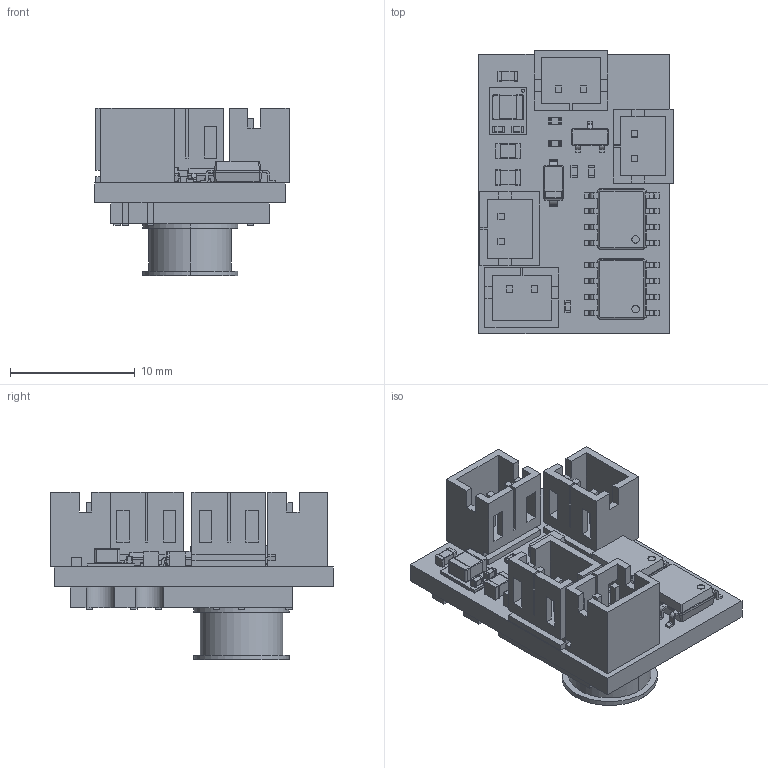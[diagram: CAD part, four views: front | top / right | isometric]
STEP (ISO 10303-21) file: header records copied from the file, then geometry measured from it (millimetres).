
FILE_DESCRIPTION(('FreeCAD Model'),'2;1');
FILE_NAME('bike-headlamp-controller-pcb.step','2018-10-10T12:28:11',('kicad StepUp'),('ksu MCAD'), 'Open CASCADE STEP processor 6.8','FreeCAD','Unknown');
FILE_SCHEMA(('AUTOMOTIVE_DESIGN_CC2 { 1 2 10303 214 -1 1 5 4 }'));
Length unit declared in the file: millimetre
Products named in the file (20): ASSEMBLY; Pcb; minipuck-smd_; SIL0010A_; C_0402_1005Metric_; SOT_23_; D_SOD_123_; R_0402_1005Metric_; R_0402_1005Metric_001; R_0402_1005Metric_002; R_0402_1005Metric_003; SOIC_8_39x49mm_P127mm_; SOIC_8_39x49mm_P127mm_001; C_0805_2012Metric_; JST-2-PTH-straight002_; JST-2-PTH-straight002_001; JST-2-PTH-straight002_002; JST-2-PTH-straight002_003; C_0805_2012Metric_001; C_0603_1608Metric_
Assembly tree (19 placements, depth 2):
  ASSEMBLY
    Pcb
    minipuck-smd_
    SIL0010A_
    C_0402_1005Metric_
    SOT_23_
    D_SOD_123_
    R_0402_1005Metric_
    R_0402_1005Metric_001
    R_0402_1005Metric_002
    R_0402_1005Metric_003
    SOIC_8_39x49mm_P127mm_
    SOIC_8_39x49mm_P127mm_001
    C_0805_2012Metric_
    JST-2-PTH-straight002_
    JST-2-PTH-straight002_001
    JST-2-PTH-straight002_002
    JST-2-PTH-straight002_003
    C_0805_2012Metric_001
    C_0603_1608Metric_
Bounding box: 15.55 x 22.66 x 13.44 mm (x, y, z)
Volume: 1525 mm3; surface area: 2997.2 mm2
Topology: 35 solids, 35 shells, 1158 faces, 2896 edges, 1822 vertices
Faces by surface type: plane 714, cylinder 279, bspline 117, sphere 24, torus 24
Full cylindrical faces by diameter (mm): 0.2 x3, 0.6 x2, 0.7 x8
Entity records: 42255 total; most frequent: CARTESIAN_POINT 6375, ORIENTED_EDGE 5792, DIRECTION 5472, EDGE_CURVE 2896, LINE 2186, VECTOR 2186, VERTEX_POINT 1822, AXIS2_PLACEMENT_3D 1643
